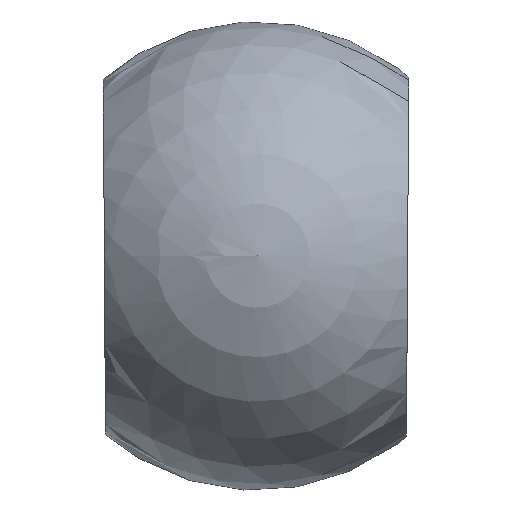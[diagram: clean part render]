
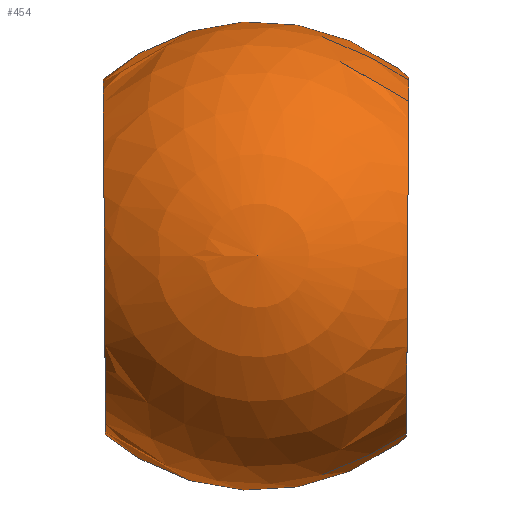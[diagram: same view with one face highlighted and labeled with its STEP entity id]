
A CAD part, top view. The second image highlights one B-rep face of the part: STEP entity #454.
In plain terms, the highlighted spherical face has radius 20 mm.
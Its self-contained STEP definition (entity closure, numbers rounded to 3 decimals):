
#75=FACE_BOUND('',#116,.T.);
#92=FACE_OUTER_BOUND('',#115,.T.);
#115=EDGE_LOOP('',(#327,#328,#329,#330,#331,#332,#333));
#116=EDGE_LOOP('',(#334));
#149=CIRCLE('',#551,15.172);
#150=CIRCLE('',#552,15.172);
#151=CIRCLE('',#553,15.172);
#155=CIRCLE('',#558,15.331);
#157=CIRCLE('',#561,20.);
#158=CIRCLE('',#562,20.);
#205=VERTEX_POINT('',#830);
#206=VERTEX_POINT('',#831);
#207=VERTEX_POINT('',#833);
#211=VERTEX_POINT('',#843);
#213=VERTEX_POINT('',#848);
#214=VERTEX_POINT('',#850);
#263=EDGE_CURVE('',#205,#206,#149,.T.);
#264=EDGE_CURVE('',#207,#205,#150,.T.);
#265=EDGE_CURVE('',#206,#207,#151,.T.);
#269=EDGE_CURVE('',#211,#211,#155,.T.);
#271=EDGE_CURVE('',#206,#213,#157,.T.);
#272=EDGE_CURVE('',#214,#207,#158,.T.);
#327=ORIENTED_EDGE('',*,*,#263,.T.);
#328=ORIENTED_EDGE('',*,*,#271,.T.);
#329=ORIENTED_EDGE('',*,*,#271,.F.);
#330=ORIENTED_EDGE('',*,*,#265,.T.);
#331=ORIENTED_EDGE('',*,*,#272,.F.);
#332=ORIENTED_EDGE('',*,*,#272,.T.);
#333=ORIENTED_EDGE('',*,*,#264,.T.);
#334=ORIENTED_EDGE('',*,*,#269,.T.);
#433=SPHERICAL_SURFACE('',#560,20.);
#454=ADVANCED_FACE('',(#92,#75),#433,.T.);
#551=AXIS2_PLACEMENT_3D('',#832,#648,#649);
#552=AXIS2_PLACEMENT_3D('',#834,#650,#651);
#553=AXIS2_PLACEMENT_3D('',#835,#652,#653);
#558=AXIS2_PLACEMENT_3D('',#844,#662,#663);
#560=AXIS2_PLACEMENT_3D('',#847,#666,#667);
#561=AXIS2_PLACEMENT_3D('',#849,#668,#669);
#562=AXIS2_PLACEMENT_3D('',#851,#670,#671);
#648=DIRECTION('center_axis',(1.,0.006,0.));
#649=DIRECTION('ref_axis',(0.,0.,1.));
#650=DIRECTION('center_axis',(1.,0.006,0.));
#651=DIRECTION('ref_axis',(0.,0.,1.));
#652=DIRECTION('center_axis',(1.,0.006,0.));
#653=DIRECTION('ref_axis',(0.,0.,1.));
#662=DIRECTION('center_axis',(-1.,0.006,0.));
#663=DIRECTION('ref_axis',(0.,0.,-1.));
#666=DIRECTION('center_axis',(0.,0.,1.));
#667=DIRECTION('ref_axis',(1.,0.,0.));
#668=DIRECTION('center_axis',(0.,-1.,0.));
#669=DIRECTION('ref_axis',(-1.,0.,0.));
#670=DIRECTION('center_axis',(0.,-1.,0.));
#671=DIRECTION('ref_axis',(-1.,0.,0.));
#830=CARTESIAN_POINT('',(-13.031,-0.082,-15.172));
#831=CARTESIAN_POINT('',(-13.031,0.,-15.172));
#832=CARTESIAN_POINT('Origin',(-13.031,-0.082,0.));
#833=CARTESIAN_POINT('',(-13.031,0.,15.172));
#834=CARTESIAN_POINT('Origin',(-13.031,-0.082,0.));
#835=CARTESIAN_POINT('Origin',(-13.031,-0.082,0.));
#843=CARTESIAN_POINT('',(12.843,-0.081,15.331));
#844=CARTESIAN_POINT('Origin',(12.843,-0.081,0.));
#847=CARTESIAN_POINT('Origin',(0.,0.,0.));
#848=CARTESIAN_POINT('',(0.,0.,-20.));
#849=CARTESIAN_POINT('Origin',(0.,0.,0.));
#850=CARTESIAN_POINT('',(0.,0.,20.));
#851=CARTESIAN_POINT('Origin',(0.,0.,0.));
